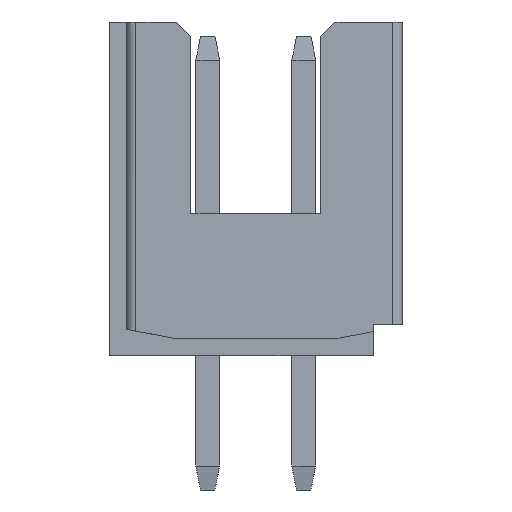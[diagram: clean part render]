
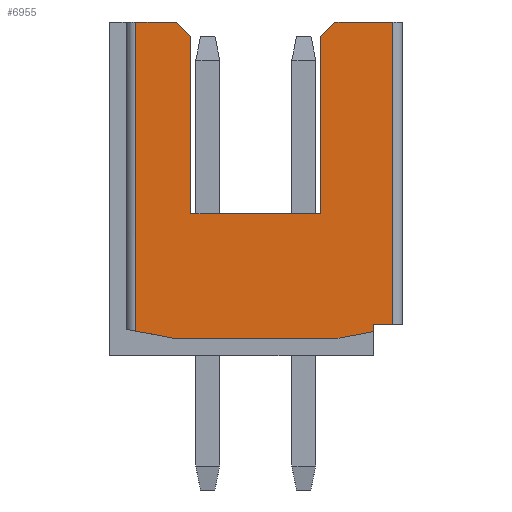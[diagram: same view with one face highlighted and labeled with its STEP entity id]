
A CAD part, left-side view. The second image highlights one B-rep face of the part: STEP entity #6955.
In plain terms, the highlighted planar face has unit normal (-1, 0, 0).
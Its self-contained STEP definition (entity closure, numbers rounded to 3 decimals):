
#794=CARTESIAN_POINT('',(-11.05,1.35,0.));
#795=VERTEX_POINT('',#794);
#802=CARTESIAN_POINT('',(-11.05,-1.35,0.));
#803=VERTEX_POINT('',#802);
#804=CARTESIAN_POINT('',(-11.05,1.35,0.));
#805=DIRECTION('',(0.,-1.,0.));
#806=VECTOR('',#805,2.7);
#807=LINE('',#804,#806);
#808=EDGE_CURVE('',#795,#803,#807,.T.);
#1738=CARTESIAN_POINT('',(-11.05,2.5,4.));
#1739=VERTEX_POINT('',#1738);
#1747=CARTESIAN_POINT('',(-11.05,1.65,4.));
#1748=VERTEX_POINT('',#1747);
#1749=CARTESIAN_POINT('',(-11.05,2.5,4.));
#1750=DIRECTION('',(0.,-1.,0.));
#1751=VECTOR('',#1750,0.85);
#1752=LINE('',#1749,#1751);
#1753=EDGE_CURVE('',#1739,#1748,#1752,.T.);
#1975=CARTESIAN_POINT('',(-11.05,1.35,3.7));
#1976=VERTEX_POINT('',#1975);
#1983=CARTESIAN_POINT('',(-11.05,1.35,3.7));
#1984=DIRECTION('',(0.,0.,-1.));
#1985=VECTOR('',#1984,3.7);
#1986=LINE('',#1983,#1985);
#1987=EDGE_CURVE('',#1976,#795,#1986,.T.);
#1998=CARTESIAN_POINT('',(-11.05,-1.35,3.7));
#1999=VERTEX_POINT('',#1998);
#2000=CARTESIAN_POINT('',(-11.05,-1.35,0.));
#2001=DIRECTION('',(0.,0.,1.));
#2002=VECTOR('',#2001,3.7);
#2003=LINE('',#2000,#2002);
#2004=EDGE_CURVE('',#803,#1999,#2003,.T.);
#3876=CARTESIAN_POINT('',(-11.05,1.65,4.));
#3877=DIRECTION('',(0.,-0.707,-0.707));
#3878=VECTOR('',#3877,0.424);
#3879=LINE('',#3876,#3878);
#3880=EDGE_CURVE('',#1748,#1976,#3879,.T.);
#3936=CARTESIAN_POINT('',(-11.05,-1.65,4.));
#3937=VERTEX_POINT('',#3936);
#3944=CARTESIAN_POINT('',(-11.05,-2.85,4.));
#3945=VERTEX_POINT('',#3944);
#3946=CARTESIAN_POINT('',(-11.05,-1.65,4.));
#3947=DIRECTION('',(0.,-1.,0.));
#3948=VECTOR('',#3947,1.2);
#3949=LINE('',#3946,#3948);
#3950=EDGE_CURVE('',#3937,#3945,#3949,.T.);
#4002=CARTESIAN_POINT('',(-11.05,-1.35,3.7));
#4003=DIRECTION('',(0.,-0.707,0.707));
#4004=VECTOR('',#4003,0.424);
#4005=LINE('',#4002,#4004);
#4006=EDGE_CURVE('',#1999,#3937,#4005,.T.);
#6577=CARTESIAN_POINT('',(-11.05,2.5,-2.438));
#6578=VERTEX_POINT('',#6577);
#6586=CARTESIAN_POINT('',(-11.05,2.5,-2.438));
#6587=DIRECTION('',(0.,0.,1.));
#6588=VECTOR('',#6587,6.438);
#6589=LINE('',#6586,#6588);
#6590=EDGE_CURVE('',#6578,#1739,#6589,.T.);
#6809=CARTESIAN_POINT('',(-11.05,-2.85,-2.3));
#6810=VERTEX_POINT('',#6809);
#6818=CARTESIAN_POINT('',(-11.05,-2.45,-2.3));
#6819=VERTEX_POINT('',#6818);
#6820=CARTESIAN_POINT('',(-11.05,-2.85,-2.3));
#6821=DIRECTION('',(0.,1.,0.));
#6822=VECTOR('',#6821,0.4);
#6823=LINE('',#6820,#6822);
#6824=EDGE_CURVE('',#6810,#6819,#6823,.T.);
#6851=CARTESIAN_POINT('',(-11.05,-2.85,4.));
#6852=DIRECTION('',(0.,0.,-1.));
#6853=VECTOR('',#6852,6.3);
#6854=LINE('',#6851,#6853);
#6855=EDGE_CURVE('',#3945,#6810,#6854,.T.);
#6908=CARTESIAN_POINT('',(-11.05,-0.175,0.7));
#6909=DIRECTION('',(0.,-1.,0.));
#6910=DIRECTION('',(-1.,0.,0.));
#6911=AXIS2_PLACEMENT_3D('',#6908,#6910,#6909);
#6912=PLANE('',#6911);
#6913=ORIENTED_EDGE('',*,*,#1753,.F.);
#6914=ORIENTED_EDGE('',*,*,#6590,.F.);
#6915=CARTESIAN_POINT('',(-11.05,1.65,-2.6));
#6916=VERTEX_POINT('',#6915);
#6917=CARTESIAN_POINT('',(-11.05,2.5,-2.438));
#6918=DIRECTION('',(0.,-0.982,-0.187));
#6919=VECTOR('',#6918,0.865);
#6920=LINE('',#6917,#6919);
#6921=EDGE_CURVE('',#6578,#6916,#6920,.T.);
#6922=ORIENTED_EDGE('',*,*,#6921,.T.);
#6923=CARTESIAN_POINT('',(-11.05,-1.65,-2.6));
#6924=VERTEX_POINT('',#6923);
#6925=CARTESIAN_POINT('',(-11.05,1.65,-2.6));
#6926=DIRECTION('',(0.,-1.,0.));
#6927=VECTOR('',#6926,3.3);
#6928=LINE('',#6925,#6927);
#6929=EDGE_CURVE('',#6916,#6924,#6928,.T.);
#6930=ORIENTED_EDGE('',*,*,#6929,.T.);
#6931=CARTESIAN_POINT('',(-11.05,-2.45,-2.45));
#6932=VERTEX_POINT('',#6931);
#6933=CARTESIAN_POINT('',(-11.05,-1.65,-2.6));
#6934=DIRECTION('',(0.,-0.983,0.184));
#6935=VECTOR('',#6934,0.814);
#6936=LINE('',#6933,#6935);
#6937=EDGE_CURVE('',#6924,#6932,#6936,.T.);
#6938=ORIENTED_EDGE('',*,*,#6937,.T.);
#6939=CARTESIAN_POINT('',(-11.05,-2.45,-2.45));
#6940=DIRECTION('',(0.,0.,1.));
#6941=VECTOR('',#6940,0.15);
#6942=LINE('',#6939,#6941);
#6943=EDGE_CURVE('',#6932,#6819,#6942,.T.);
#6944=ORIENTED_EDGE('',*,*,#6943,.T.);
#6945=ORIENTED_EDGE('',*,*,#6824,.F.);
#6946=ORIENTED_EDGE('',*,*,#6855,.F.);
#6947=ORIENTED_EDGE('',*,*,#3950,.F.);
#6948=ORIENTED_EDGE('',*,*,#4006,.F.);
#6949=ORIENTED_EDGE('',*,*,#2004,.F.);
#6950=ORIENTED_EDGE('',*,*,#808,.F.);
#6951=ORIENTED_EDGE('',*,*,#1987,.F.);
#6952=ORIENTED_EDGE('',*,*,#3880,.F.);
#6953=EDGE_LOOP('',(#6913,#6914,#6922,#6930,#6938,#6944,#6945,#6946,#6947,#6948,#6949,#6950,#6951,#6952));
#6954=FACE_OUTER_BOUND('',#6953,.T.);
#6955=ADVANCED_FACE('',(#6954),#6912,.T.);
